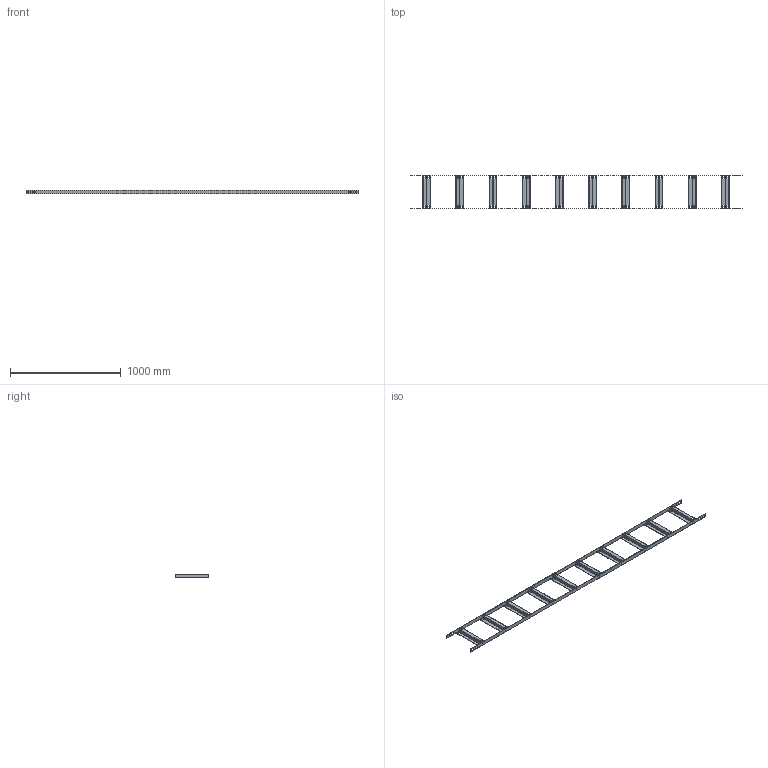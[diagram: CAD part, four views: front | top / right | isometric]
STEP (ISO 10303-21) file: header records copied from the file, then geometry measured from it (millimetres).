
FILE_DESCRIPTION(/* description */ (''),/* implementation_level */ '2;1');
FILE_NAME(/* name */ '7098008',/* time_stamp */ '2014-01-21T08:43:54+01:00',/* author */ (''),/* organization */ (''),/* preprocessor_version */ 'ST-DEVELOPER v15',/* originating_system */ '',/* authorisation */ '');
FILE_SCHEMA (('CONFIG_CONTROL_DESIGN'));
Length unit declared in the file: millimetre
Products named in the file (1): Block 01
Bounding box: 3000 x 306 x 35 mm (x, y, z)
Volume: 913431 mm3; surface area: 1043619 mm2
Topology: 12 solids, 12 shells, 504 faces, 1441 edges, 961 vertices
Faces by surface type: plane 328, bspline 176
Entity records: 16131 total; most frequent: CARTESIAN_POINT 7000, ORIENTED_EDGE 2880, EDGE_CURVE 1440, VERTEX_POINT 960, B_SPLINE_CURVE_WITH_KNOTS 883, EDGE_LOOP 680, ADVANCED_FACE 504, FACE_OUTER_BOUND 504
